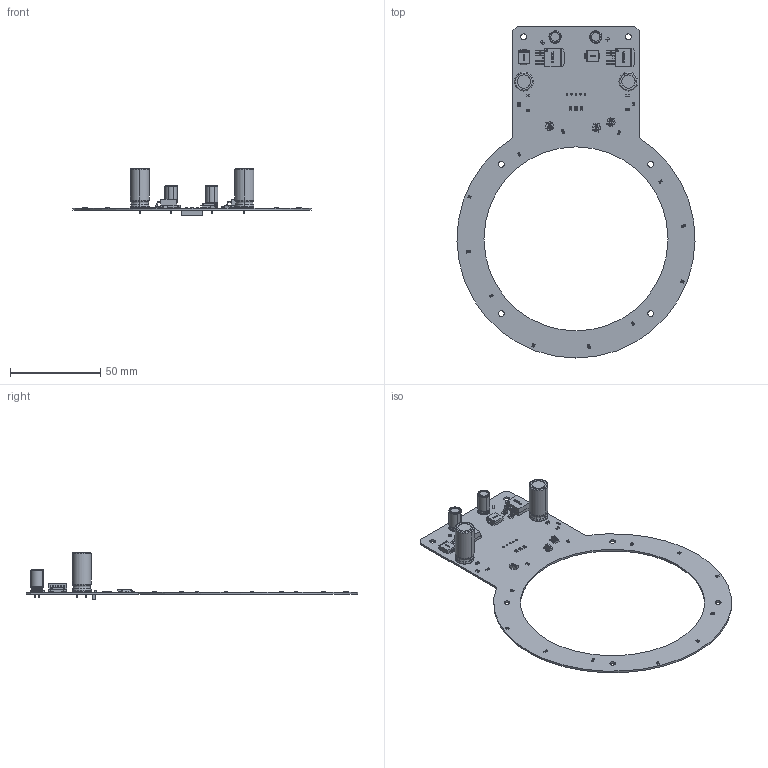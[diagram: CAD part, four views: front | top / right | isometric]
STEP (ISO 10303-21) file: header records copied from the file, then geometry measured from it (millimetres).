
FILE_DESCRIPTION(('Open CASCADE Model'),'2;1');
FILE_NAME('Open CASCADE Shape Model','2021-09-23T12:27:33',('Author'),( 'Open CASCADE'),'Open CASCADE STEP processor 6.8','Open CASCADE 6.8' ,'Unknown');
FILE_SCHEMA(('AUTOMOTIVE_DESIGN { 1 0 10303 214 1 1 1 1 }'));
Length unit declared in the file: millimetre
Products named in the file (97): PCB; Board; Open CASCADE STEP translator 6.8 1.1.1; VT3; SOT-89; VT2; VT1; VD2; User_Library-DO-214AB(SMC); VD1; R19; chip_0805_r; R18; R17; R16; R15; R14; R13; R12; R11; R10; R9; R8; R7; R6; R5; R4; R3; R2; R1; J1; 7778310944; Extruded; DA2; TO263-5S; SW3dPS-TO263-5S_Board7; SW3dPS-TO263-5S_Free-Models5; SW3dPS-TO263-5S_BODY3; SW3dPS-TO263-5S_Free-Models7; SW3dPS-TO263-5S_BODY4 ...
Assembly tree (128 placements, depth 10):
  PCB
    Board
      Open CASCADE STEP translator 6.8 1.1.1
    VT3
      SOT-89
    VT2
      SOT-89
    VT1
      SOT-89
    VD2
      User_Library-DO-214AB(SMC)
    VD1
      User_Library-DO-214AB(SMC)
    R19
      chip_0805_r
    R18
      chip_0805_r
    R17
      chip_0805_r
    R16
      chip_0805_r
    R15
      chip_0805_r
    R14
      chip_0805_r
    R13
      chip_0805_r
    R12
      chip_0805_r
    R11
      chip_0805_r
    R10
      chip_0805_r
    R9
      chip_0805_r
    R8
      chip_0805_r
    R7
      chip_0805_r
    R6
      chip_0805_r
    R5
      chip_0805_r
    R4
      chip_0805_r
    R3
      chip_0805_r
    R2
      chip_0805_r
    R1
      chip_0805_r
    J1
      7778310944
        Extruded
    DA2
      TO263-5S
        SW3dPS-TO263-5S_Board7
        SW3dPS-TO263-5S_Free-Models5
          SW3dPS-TO263-5S_BODY3
            SW3dPS-TO263-5S_Free-Models7
Bounding box: 131.97 x 184 x 26 mm (x, y, z)
Volume: 15568.2 mm3; surface area: 27782.9 mm2
Topology: 221 solids, 229 shells, 4078 faces, 9996 edges, 6268 vertices
Faces by surface type: plane 1945, bspline 1424, cylinder 651, sphere 32, cone 26
Full cylindrical faces by diameter (mm): 1 x13, 3.2 x6, 102 x1
Entity records: 43947 total; most frequent: CARTESIAN_POINT 18936, ORIENTED_EDGE 4506, DIRECTION 3679, EDGE_CURVE 2257, LINE 1613, VECTOR 1613, VERTEX_POINT 1472, AXIS2_PLACEMENT_3D 1033
